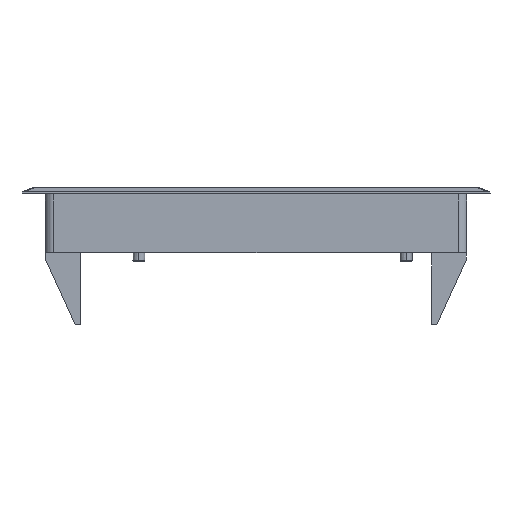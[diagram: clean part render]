
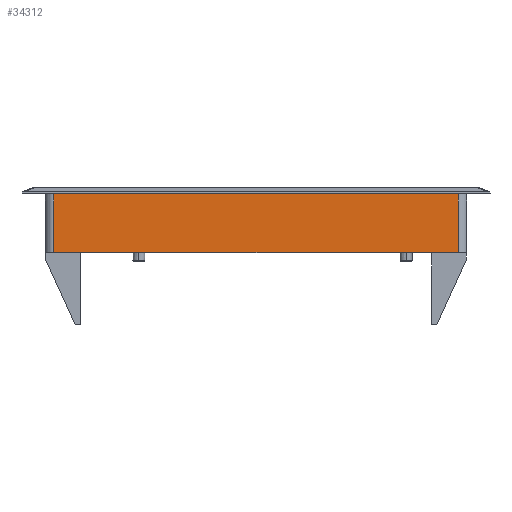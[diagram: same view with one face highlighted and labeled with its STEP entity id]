
A CAD part, left-side view. The second image highlights one B-rep face of the part: STEP entity #34312.
In plain terms, the highlighted planar face has unit normal (-1, 0, 0).
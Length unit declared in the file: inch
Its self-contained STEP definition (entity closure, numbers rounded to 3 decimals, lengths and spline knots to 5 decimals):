
#1416 = ORIENTED_EDGE ( 'NONE', *, *, #38209, .F. ) ;
#1597 = VERTEX_POINT ( 'NONE', #4833 ) ;
#1699 = LINE ( 'NONE', #24748, #22683 ) ;
#2504 = EDGE_CURVE ( 'NONE', #30499, #1597, #37616, .T. ) ;
#3626 = DIRECTION ( 'NONE',  ( 0., -1., 0. ) ) ;
#4030 = CARTESIAN_POINT ( 'NONE',  ( -4.96063, 3.75984, -1.2126 ) ) ;
#4833 = CARTESIAN_POINT ( 'NONE',  ( -4.96063, 3.75984, -0.12598 ) ) ;
#5276 = CARTESIAN_POINT ( 'NONE',  ( -4.96063, 0., 6.9295 ) ) ;
#5956 = VERTEX_POINT ( 'NONE', #12556 ) ;
#8801 = VECTOR ( 'NONE', #10880, 39.37008 ) ;
#9249 = DIRECTION ( 'NONE',  ( 0., 0., -1. ) ) ;
#10820 = ORIENTED_EDGE ( 'NONE', *, *, #29251, .F. ) ;
#10880 = DIRECTION ( 'NONE',  ( 0., 1., 0. ) ) ;
#12556 = CARTESIAN_POINT ( 'NONE',  ( -4.96063, -3.75984, -0.12598 ) ) ;
#18085 = CARTESIAN_POINT ( 'NONE',  ( -4.96063, 3.75984, 6.9295 ) ) ;
#20515 = LINE ( 'NONE', #42324, #8801 ) ;
#21219 = AXIS2_PLACEMENT_3D ( 'NONE', #5276, #32868, #9249 ) ;
#22683 = VECTOR ( 'NONE', #24592, 39.37008 ) ;
#24592 = DIRECTION ( 'NONE',  ( 0., 0., -1. ) ) ;
#24748 = CARTESIAN_POINT ( 'NONE',  ( -4.96063, -3.75984, 6.9295 ) ) ;
#26150 = LINE ( 'NONE', #31384, #47227 ) ;
#29251 = EDGE_CURVE ( 'NONE', #50842, #30499, #20515, .T. ) ;
#30499 = VERTEX_POINT ( 'NONE', #4030 ) ;
#31384 = CARTESIAN_POINT ( 'NONE',  ( -4.96063, 0., -0.12598 ) ) ;
#31847 = ORIENTED_EDGE ( 'NONE', *, *, #43727, .F. ) ;
#32868 = DIRECTION ( 'NONE',  ( 1., 0., 0. ) ) ;
#33937 = FACE_OUTER_BOUND ( 'NONE', #43385, .T. ) ;
#34312 = ADVANCED_FACE ( 'NONE', ( #33937 ), #44506, .F. ) ;
#35516 = CARTESIAN_POINT ( 'NONE',  ( -4.96063, -3.75984, -1.2126 ) ) ;
#37616 = LINE ( 'NONE', #18085, #48167 ) ;
#38209 = EDGE_CURVE ( 'NONE', #5956, #50842, #1699, .T. ) ;
#41798 = DIRECTION ( 'NONE',  ( 0., 0., 1. ) ) ;
#42040 = ORIENTED_EDGE ( 'NONE', *, *, #2504, .F. ) ;
#42324 = CARTESIAN_POINT ( 'NONE',  ( -4.96063, 0., -1.2126 ) ) ;
#43385 = EDGE_LOOP ( 'NONE', ( #10820, #1416, #31847, #42040 ) ) ;
#43727 = EDGE_CURVE ( 'NONE', #1597, #5956, #26150, .T. ) ;
#44506 = PLANE ( 'NONE',  #21219 ) ;
#47227 = VECTOR ( 'NONE', #3626, 39.37008 ) ;
#48167 = VECTOR ( 'NONE', #41798, 39.37008 ) ;
#50842 = VERTEX_POINT ( 'NONE', #35516 ) ;
